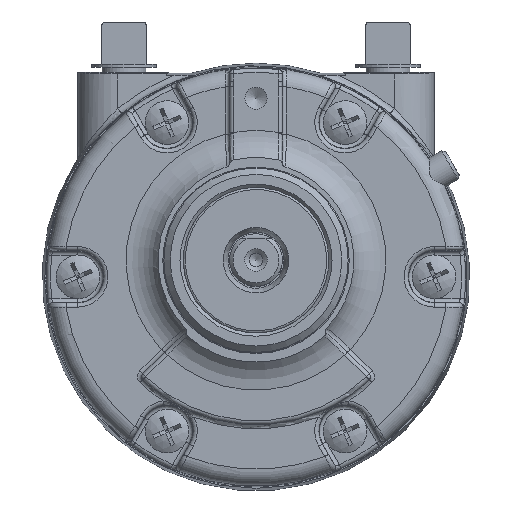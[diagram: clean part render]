
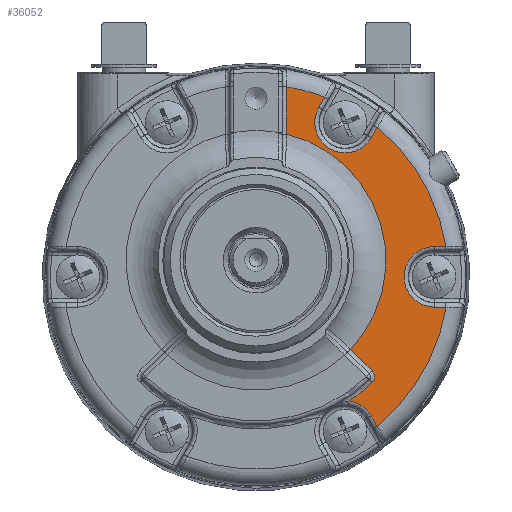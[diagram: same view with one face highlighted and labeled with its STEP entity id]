
A CAD part, top view. The second image highlights one B-rep face of the part: STEP entity #36052.
In plain terms, the highlighted planar face has unit normal (0, 0, 1).
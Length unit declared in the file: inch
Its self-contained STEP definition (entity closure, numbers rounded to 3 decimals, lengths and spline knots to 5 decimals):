
#136 = LINE ( 'NONE', #8917, #19236 ) ;
#378 = AXIS2_PLACEMENT_3D ( 'NONE', #20948, #32568, #14637 ) ;
#395 = DIRECTION ( 'NONE',  ( 1., 0., 0. ) ) ;
#713 = AXIS2_PLACEMENT_3D ( 'NONE', #956, #6682, #32240 ) ;
#956 = CARTESIAN_POINT ( 'NONE',  ( 0., 0., 0.45 ) ) ;
#959 = ORIENTED_EDGE ( 'NONE', *, *, #2878, .T. ) ;
#1054 = LINE ( 'NONE', #24351, #22627 ) ;
#1119 = VERTEX_POINT ( 'NONE', #12990 ) ;
#1363 = VERTEX_POINT ( 'NONE', #3230 ) ;
#1367 = CARTESIAN_POINT ( 'NONE',  ( 1.14777, -1.41531, 0.45 ) ) ;
#1384 = DIRECTION ( 'NONE',  ( 0., 0., -1. ) ) ;
#1581 = ORIENTED_EDGE ( 'NONE', *, *, #13317, .T. ) ;
#1880 = FACE_OUTER_BOUND ( 'NONE', #21391, .T. ) ;
#2574 = DIRECTION ( 'NONE',  ( 0., -1., 0. ) ) ;
#2576 = CARTESIAN_POINT ( 'NONE',  ( 1.79951, -0.28681, 0.45 ) ) ;
#2739 = ORIENTED_EDGE ( 'NONE', *, *, #5823, .T. ) ;
#2878 = EDGE_CURVE ( 'NONE', #13752, #11341, #17086, .T. ) ;
#3123 = ORIENTED_EDGE ( 'NONE', *, *, #27040, .T. ) ;
#3162 = CIRCLE ( 'NONE', #713, 1.82222 ) ;
#3230 = CARTESIAN_POINT ( 'NONE',  ( 1.09988, -0.89193, 0.45 ) ) ;
#3887 = DIRECTION ( 'NONE',  ( 0., 0., 1. ) ) ;
#4075 = LINE ( 'NONE', #32296, #7432 ) ;
#4454 = EDGE_CURVE ( 'NONE', #7514, #27666, #10087, .T. ) ;
#4950 = DIRECTION ( 'NONE',  ( 1., 0., 0. ) ) ;
#5488 = DIRECTION ( 'NONE',  ( 0.5, 0.866, 0. ) ) ;
#5586 = ORIENTED_EDGE ( 'NONE', *, *, #11932, .T. ) ;
#5823 = EDGE_CURVE ( 'NONE', #27286, #13752, #16834, .T. ) ;
#5923 = CARTESIAN_POINT ( 'NONE',  ( 1.79951, 0.28681, 0.45 ) ) ;
#5976 = VECTOR ( 'NONE', #2574, 39.37008 ) ;
#6120 = EDGE_CURVE ( 'NONE', #1363, #11796, #29066, .T. ) ;
#6682 = DIRECTION ( 'NONE',  ( 0., 0., 1. ) ) ;
#6832 = EDGE_CURVE ( 'NONE', #11796, #7514, #31563, .T. ) ;
#6869 = LINE ( 'NONE', #18508, #28079 ) ;
#7242 = VERTEX_POINT ( 'NONE', #2576 ) ;
#7432 = VECTOR ( 'NONE', #9409, 39.37008 ) ;
#7514 = VERTEX_POINT ( 'NONE', #34328 ) ;
#7670 = ORIENTED_EDGE ( 'NONE', *, *, #22303, .T. ) ;
#7783 = DIRECTION ( 'NONE',  ( 1., 0., 0. ) ) ;
#8174 = VERTEX_POINT ( 'NONE', #32569 ) ;
#8238 = AXIS2_PLACEMENT_3D ( 'NONE', #15398, #35981, #33118 ) ;
#8769 = DIRECTION ( 'NONE',  ( 1., 0., 0. ) ) ;
#8917 = CARTESIAN_POINT ( 'NONE',  ( 0.65384, 1.70704, 0.45 ) ) ;
#9409 = DIRECTION ( 'NONE',  ( -1., 0., 0. ) ) ;
#10087 = CIRCLE ( 'NONE', #8238, 0.28681 ) ;
#10131 = CARTESIAN_POINT ( 'NONE',  ( 0.29011, 1.79898, 0.45 ) ) ;
#10603 = VERTEX_POINT ( 'NONE', #5923 ) ;
#10661 = DIRECTION ( 'NONE',  ( 0., 0., 1. ) ) ;
#11341 = VERTEX_POINT ( 'NONE', #21913 ) ;
#11395 = LINE ( 'NONE', #25727, #19179 ) ;
#11796 = VERTEX_POINT ( 'NONE', #23175 ) ;
#11932 = EDGE_CURVE ( 'NONE', #10603, #8174, #22305, .T. ) ;
#12990 = CARTESIAN_POINT ( 'NONE',  ( 0.89572, -0.68777, 0.45 ) ) ;
#13041 = CARTESIAN_POINT ( 'NONE',  ( 1.69, 0., 0.45 ) ) ;
#13317 = EDGE_CURVE ( 'NONE', #16637, #29409, #22881, .T. ) ;
#13752 = VERTEX_POINT ( 'NONE', #10131 ) ;
#13875 = AXIS2_PLACEMENT_3D ( 'NONE', #20615, #20990, #8769 ) ;
#14627 = LINE ( 'NONE', #34825, #29504 ) ;
#14637 = DIRECTION ( 'NONE',  ( 1., 0., 0. ) ) ;
#15014 = CARTESIAN_POINT ( 'NONE',  ( 0.65093, 1.70199, 0.45 ) ) ;
#15133 = ORIENTED_EDGE ( 'NONE', *, *, #25008, .T. ) ;
#15168 = DIRECTION ( 'NONE',  ( 0.707, -0.707, 0. ) ) ;
#15398 = CARTESIAN_POINT ( 'NONE',  ( 0.843, -1.461, 0.45 ) ) ;
#16637 = VERTEX_POINT ( 'NONE', #27125 ) ;
#16665 = CARTESIAN_POINT ( 'NONE',  ( 1.69, -0.28681, 0.45 ) ) ;
#16834 = CIRCLE ( 'NONE', #378, 1.82222 ) ;
#17086 = LINE ( 'NONE', #28726, #5976 ) ;
#17628 = CARTESIAN_POINT ( 'NONE',  ( 0.843, 1.461, 0.45 ) ) ;
#17763 = ORIENTED_EDGE ( 'NONE', *, *, #6120, .T. ) ;
#17764 = CARTESIAN_POINT ( 'NONE',  ( 0., 0.156, 0.45 ) ) ;
#17775 = AXIS2_PLACEMENT_3D ( 'NONE', #18866, #10661, #7783 ) ;
#18508 = CARTESIAN_POINT ( 'NONE',  ( 1.09142, 1.31766, 0.45 ) ) ;
#18866 = CARTESIAN_POINT ( 'NONE',  ( 0., 0., 0.45 ) ) ;
#19040 = AXIS2_PLACEMENT_3D ( 'NONE', #17764, #26545, #395 ) ;
#19179 = VECTOR ( 'NONE', #31428, 39.37008 ) ;
#19236 = VECTOR ( 'NONE', #5488, 39.37008 ) ;
#19575 = ORIENTED_EDGE ( 'NONE', *, *, #28144, .T. ) ;
#20304 = ORIENTED_EDGE ( 'NONE', *, *, #24578, .T. ) ;
#20615 = CARTESIAN_POINT ( 'NONE',  ( 0., 0.156, 0.45 ) ) ;
#20691 = CARTESIAN_POINT ( 'NONE',  ( 0., 0., 0.45 ) ) ;
#20948 = CARTESIAN_POINT ( 'NONE',  ( 0., 0., 0.45 ) ) ;
#20990 = DIRECTION ( 'NONE',  ( 0., 0., -1. ) ) ;
#21391 = EDGE_LOOP ( 'NONE', ( #2739, #959, #15133, #36645, #17763, #35584, #22957, #19575, #7670, #20304, #31641, #3123, #5586, #26864, #1581, #30960 ) ) ;
#21622 = DIRECTION ( 'NONE',  ( 1., 0., 0. ) ) ;
#21849 = EDGE_CURVE ( 'NONE', #1119, #1363, #1054, .T. ) ;
#21913 = CARTESIAN_POINT ( 'NONE',  ( 0.29011, 1.35187, 0.45 ) ) ;
#22303 = EDGE_CURVE ( 'NONE', #29784, #7242, #3162, .T. ) ;
#22305 = CIRCLE ( 'NONE', #35667, 1.82222 ) ;
#22627 = VECTOR ( 'NONE', #15168, 39.37008 ) ;
#22704 = CIRCLE ( 'NONE', #19040, 1.23056 ) ;
#22726 = CARTESIAN_POINT ( 'NONE',  ( 1.09142, -1.31766, 0.45 ) ) ;
#22881 = CIRCLE ( 'NONE', #32011, 0.28681 ) ;
#22957 = ORIENTED_EDGE ( 'NONE', *, *, #4454, .T. ) ;
#22968 = AXIS2_PLACEMENT_3D ( 'NONE', #30735, #1384, #21622 ) ;
#23041 = DIRECTION ( 'NONE',  ( 1., 0., 0. ) ) ;
#23175 = CARTESIAN_POINT ( 'NONE',  ( 1.09839, -1.00292, 0.45 ) ) ;
#23767 = VERTEX_POINT ( 'NONE', #25791 ) ;
#24351 = CARTESIAN_POINT ( 'NONE',  ( 1.10042, -0.89247, 0.45 ) ) ;
#24466 = CIRCLE ( 'NONE', #31753, 0.28681 ) ;
#24578 = EDGE_CURVE ( 'NONE', #7242, #36984, #4075, .T. ) ;
#24696 = DIRECTION ( 'NONE',  ( 0., 0., -1. ) ) ;
#25008 = EDGE_CURVE ( 'NONE', #11341, #1119, #22704, .T. ) ;
#25727 = CARTESIAN_POINT ( 'NONE',  ( 1.15068, -1.42036, 0.45 ) ) ;
#25791 = CARTESIAN_POINT ( 'NONE',  ( 1.69, 0.28681, 0.45 ) ) ;
#25875 = CARTESIAN_POINT ( 'NONE',  ( 0.59458, 1.60434, 0.45 ) ) ;
#26410 = DIRECTION ( 'NONE',  ( 1., 0., 0. ) ) ;
#26545 = DIRECTION ( 'NONE',  ( 0., 0., -1. ) ) ;
#26864 = ORIENTED_EDGE ( 'NONE', *, *, #34620, .T. ) ;
#27040 = EDGE_CURVE ( 'NONE', #23767, #10603, #14627, .T. ) ;
#27125 = CARTESIAN_POINT ( 'NONE',  ( 1.09142, 1.31766, 0.45 ) ) ;
#27286 = VERTEX_POINT ( 'NONE', #15014 ) ;
#27666 = VERTEX_POINT ( 'NONE', #22726 ) ;
#28025 = PLANE ( 'NONE',  #17775 ) ;
#28079 = VECTOR ( 'NONE', #30139, 39.37008 ) ;
#28144 = EDGE_CURVE ( 'NONE', #27666, #29784, #11395, .T. ) ;
#28726 = CARTESIAN_POINT ( 'NONE',  ( 0.29011, 0., 0.45 ) ) ;
#29066 = CIRCLE ( 'NONE', #22968, 0.07746 ) ;
#29125 = EDGE_CURVE ( 'NONE', #29409, #27286, #136, .T. ) ;
#29409 = VERTEX_POINT ( 'NONE', #25875 ) ;
#29504 = VECTOR ( 'NONE', #23041, 39.37008 ) ;
#29784 = VERTEX_POINT ( 'NONE', #1367 ) ;
#30139 = DIRECTION ( 'NONE',  ( -0.5, -0.866, 0. ) ) ;
#30735 = CARTESIAN_POINT ( 'NONE',  ( 1.04511, -0.9467, 0.45 ) ) ;
#30960 = ORIENTED_EDGE ( 'NONE', *, *, #29125, .T. ) ;
#31428 = DIRECTION ( 'NONE',  ( 0.5, -0.866, 0. ) ) ;
#31563 = CIRCLE ( 'NONE', #13875, 1.59674 ) ;
#31641 = ORIENTED_EDGE ( 'NONE', *, *, #35462, .T. ) ;
#31753 = AXIS2_PLACEMENT_3D ( 'NONE', #13041, #24696, #36856 ) ;
#32011 = AXIS2_PLACEMENT_3D ( 'NONE', #17628, #32494, #26410 ) ;
#32240 = DIRECTION ( 'NONE',  ( 1., 0., 0. ) ) ;
#32296 = CARTESIAN_POINT ( 'NONE',  ( 1.69, -0.28681, 0.45 ) ) ;
#32494 = DIRECTION ( 'NONE',  ( 0., 0., -1. ) ) ;
#32568 = DIRECTION ( 'NONE',  ( 0., 0., 1. ) ) ;
#32569 = CARTESIAN_POINT ( 'NONE',  ( 1.14777, 1.41531, 0.45 ) ) ;
#33118 = DIRECTION ( 'NONE',  ( 1., 0., 0. ) ) ;
#34328 = CARTESIAN_POINT ( 'NONE',  ( 0.8797, -1.17655, 0.45 ) ) ;
#34620 = EDGE_CURVE ( 'NONE', #8174, #16637, #6869, .T. ) ;
#34825 = CARTESIAN_POINT ( 'NONE',  ( 1.80533, 0.28681, 0.45 ) ) ;
#35462 = EDGE_CURVE ( 'NONE', #36984, #23767, #24466, .T. ) ;
#35584 = ORIENTED_EDGE ( 'NONE', *, *, #6832, .T. ) ;
#35667 = AXIS2_PLACEMENT_3D ( 'NONE', #20691, #3887, #4950 ) ;
#35981 = DIRECTION ( 'NONE',  ( 0., 0., -1. ) ) ;
#36052 = ADVANCED_FACE ( 'NONE', ( #1880 ), #28025, .T. ) ;
#36645 = ORIENTED_EDGE ( 'NONE', *, *, #21849, .T. ) ;
#36856 = DIRECTION ( 'NONE',  ( 1., 0., 0. ) ) ;
#36984 = VERTEX_POINT ( 'NONE', #16665 ) ;
